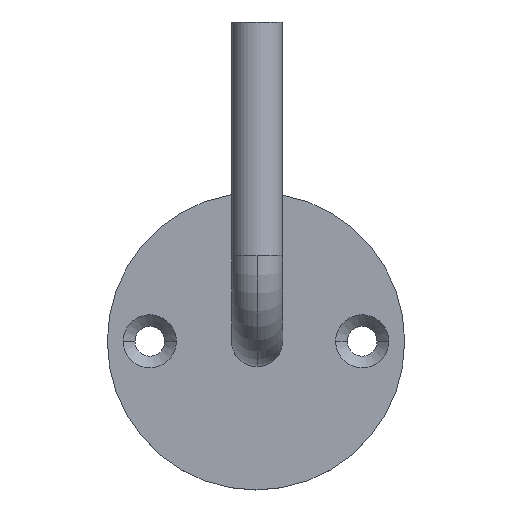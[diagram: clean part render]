
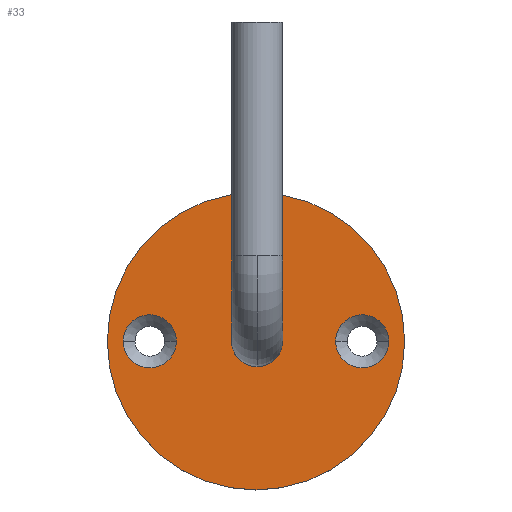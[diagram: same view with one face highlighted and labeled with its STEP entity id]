
A CAD part, top view. The second image highlights one B-rep face of the part: STEP entity #33.
In plain terms, the highlighted planar face has unit normal (0, 0, 1).
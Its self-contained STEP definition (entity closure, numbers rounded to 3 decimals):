
#33 = ADVANCED_FACE ( 'NONE', ( #9506, #11447, #5578, #8414 ), #308, .T. ) ;
#194 = CARTESIAN_POINT ( 'NONE',  ( -6., 0., 4. ) ) ;
#296 = CARTESIAN_POINT ( 'NONE',  ( 18.5, 0., 4. ) ) ;
#308 = PLANE ( 'NONE',  #1430 ) ;
#453 = EDGE_LOOP ( 'NONE', ( #11140, #8750 ) ) ;
#500 = AXIS2_PLACEMENT_3D ( 'NONE', #14025, #2605, #6111 ) ;
#662 = VERTEX_POINT ( 'NONE', #4660 ) ;
#925 = AXIS2_PLACEMENT_3D ( 'NONE', #7187, #7326, #7226 ) ;
#1131 = DIRECTION ( 'NONE',  ( 0., 0., 1. ) ) ;
#1178 = ORIENTED_EDGE ( 'NONE', *, *, #10147, .F. ) ;
#1248 = AXIS2_PLACEMENT_3D ( 'NONE', #12040, #8501, #10740 ) ;
#1430 = AXIS2_PLACEMENT_3D ( 'NONE', #4723, #1530, #11668 ) ;
#1530 = DIRECTION ( 'NONE',  ( 0., 0., 1. ) ) ;
#2131 = CARTESIAN_POINT ( 'NONE',  ( 0., 0., 4. ) ) ;
#2138 = CIRCLE ( 'NONE', #13687, 6. ) ;
#2146 = EDGE_LOOP ( 'NONE', ( #8960, #9894 ) ) ;
#2188 = CARTESIAN_POINT ( 'NONE',  ( 6., 0., 4. ) ) ;
#2561 = AXIS2_PLACEMENT_3D ( 'NONE', #11371, #11272, #5609 ) ;
#2605 = DIRECTION ( 'NONE',  ( 0., 0., 1. ) ) ;
#2942 = EDGE_LOOP ( 'NONE', ( #1178, #11808 ) ) ;
#3023 = AXIS2_PLACEMENT_3D ( 'NONE', #10922, #12432, #6439 ) ;
#3047 = EDGE_CURVE ( 'NONE', #13525, #13239, #6774, .T. ) ;
#3117 = EDGE_CURVE ( 'NONE', #12734, #9540, #7841, .T. ) ;
#3163 = CARTESIAN_POINT ( 'NONE',  ( -25.25, 0., 4. ) ) ;
#3509 = EDGE_CURVE ( 'NONE', #12431, #11506, #5042, .T. ) ;
#3635 = ORIENTED_EDGE ( 'NONE', *, *, #3047, .F. ) ;
#4098 = EDGE_CURVE ( 'NONE', #12276, #662, #8018, .T. ) ;
#4272 = DIRECTION ( 'NONE',  ( 1., 0., 0. ) ) ;
#4361 = ORIENTED_EDGE ( 'NONE', *, *, #14244, .F. ) ;
#4660 = CARTESIAN_POINT ( 'NONE',  ( 31., 0., 4. ) ) ;
#4723 = CARTESIAN_POINT ( 'NONE',  ( -0.25, 0., 4. ) ) ;
#5042 = CIRCLE ( 'NONE', #7346, 6.25 ) ;
#5578 = FACE_BOUND ( 'NONE', #10044, .T. ) ;
#5609 = DIRECTION ( 'NONE',  ( 1., 0., 0. ) ) ;
#5970 = EDGE_CURVE ( 'NONE', #662, #12276, #8717, .T. ) ;
#6111 = DIRECTION ( 'NONE',  ( 1., 0., 0. ) ) ;
#6439 = DIRECTION ( 'NONE',  ( 1., 0., 0. ) ) ;
#6740 = DIRECTION ( 'NONE',  ( 0., 0., 1. ) ) ;
#6774 = CIRCLE ( 'NONE', #2561, 6. ) ;
#7086 = CARTESIAN_POINT ( 'NONE',  ( -0.25, 0., 4. ) ) ;
#7187 = CARTESIAN_POINT ( 'NONE',  ( 24.75, 0., 4. ) ) ;
#7226 = DIRECTION ( 'NONE',  ( 1., 0., 0. ) ) ;
#7326 = DIRECTION ( 'NONE',  ( 0., 0., 1. ) ) ;
#7346 = AXIS2_PLACEMENT_3D ( 'NONE', #3163, #1131, #4272 ) ;
#7841 = CIRCLE ( 'NONE', #8602, 35. ) ;
#8018 = CIRCLE ( 'NONE', #925, 6.25 ) ;
#8179 = DIRECTION ( 'NONE',  ( 0., 0., 1. ) ) ;
#8402 = CARTESIAN_POINT ( 'NONE',  ( 34.75, 0., 4. ) ) ;
#8414 = FACE_OUTER_BOUND ( 'NONE', #453, .T. ) ;
#8501 = DIRECTION ( 'NONE',  ( 0., 0., 1. ) ) ;
#8602 = AXIS2_PLACEMENT_3D ( 'NONE', #7086, #8179, #13864 ) ;
#8717 = CIRCLE ( 'NONE', #3023, 6.25 ) ;
#8750 = ORIENTED_EDGE ( 'NONE', *, *, #3117, .T. ) ;
#8942 = CIRCLE ( 'NONE', #500, 6.25 ) ;
#8960 = ORIENTED_EDGE ( 'NONE', *, *, #5970, .F. ) ;
#9142 = EDGE_CURVE ( 'NONE', #9540, #12734, #10821, .T. ) ;
#9168 = CARTESIAN_POINT ( 'NONE',  ( -19., 0., 4. ) ) ;
#9506 = FACE_BOUND ( 'NONE', #2146, .T. ) ;
#9540 = VERTEX_POINT ( 'NONE', #12786 ) ;
#9894 = ORIENTED_EDGE ( 'NONE', *, *, #4098, .F. ) ;
#10044 = EDGE_LOOP ( 'NONE', ( #4361, #3635 ) ) ;
#10134 = DIRECTION ( 'NONE',  ( 1., 0., 0. ) ) ;
#10147 = EDGE_CURVE ( 'NONE', #11506, #12431, #8942, .T. ) ;
#10740 = DIRECTION ( 'NONE',  ( 1., 0., 0. ) ) ;
#10821 = CIRCLE ( 'NONE', #1248, 35. ) ;
#10922 = CARTESIAN_POINT ( 'NONE',  ( 24.75, 0., 4. ) ) ;
#11140 = ORIENTED_EDGE ( 'NONE', *, *, #9142, .T. ) ;
#11272 = DIRECTION ( 'NONE',  ( 0., 0., 1. ) ) ;
#11371 = CARTESIAN_POINT ( 'NONE',  ( 0., 0., 4. ) ) ;
#11447 = FACE_BOUND ( 'NONE', #2942, .T. ) ;
#11506 = VERTEX_POINT ( 'NONE', #9168 ) ;
#11668 = DIRECTION ( 'NONE',  ( 1., 0., 0. ) ) ;
#11808 = ORIENTED_EDGE ( 'NONE', *, *, #3509, .F. ) ;
#12040 = CARTESIAN_POINT ( 'NONE',  ( -0.25, 0., 4. ) ) ;
#12276 = VERTEX_POINT ( 'NONE', #296 ) ;
#12431 = VERTEX_POINT ( 'NONE', #13229 ) ;
#12432 = DIRECTION ( 'NONE',  ( 0., 0., 1. ) ) ;
#12734 = VERTEX_POINT ( 'NONE', #8402 ) ;
#12786 = CARTESIAN_POINT ( 'NONE',  ( -35.25, 0., 4. ) ) ;
#13229 = CARTESIAN_POINT ( 'NONE',  ( -31.5, 0., 4. ) ) ;
#13239 = VERTEX_POINT ( 'NONE', #194 ) ;
#13525 = VERTEX_POINT ( 'NONE', #2188 ) ;
#13687 = AXIS2_PLACEMENT_3D ( 'NONE', #2131, #6740, #10134 ) ;
#13864 = DIRECTION ( 'NONE',  ( 1., 0., 0. ) ) ;
#14025 = CARTESIAN_POINT ( 'NONE',  ( -25.25, 0., 4. ) ) ;
#14244 = EDGE_CURVE ( 'NONE', #13239, #13525, #2138, .T. ) ;
